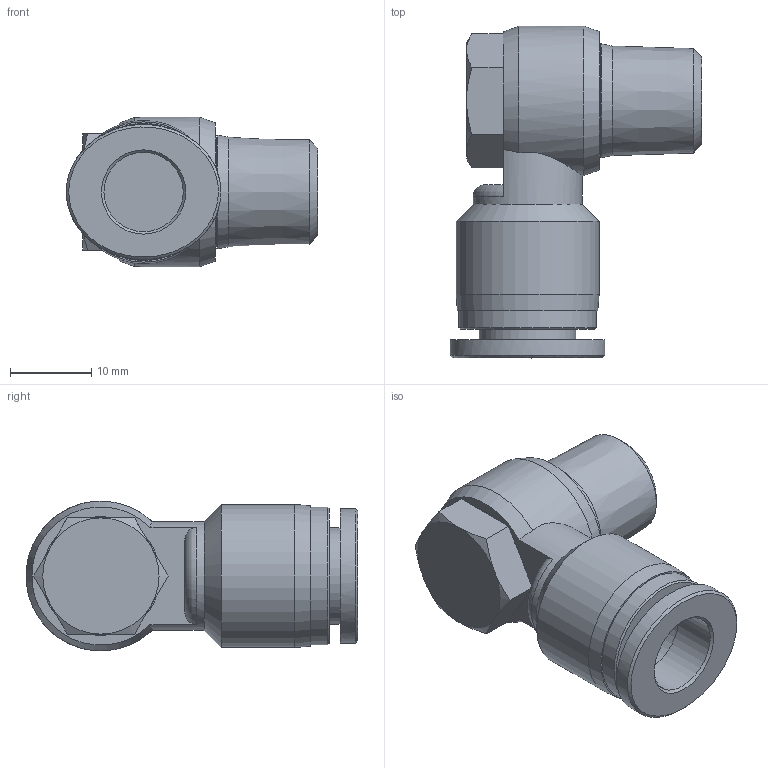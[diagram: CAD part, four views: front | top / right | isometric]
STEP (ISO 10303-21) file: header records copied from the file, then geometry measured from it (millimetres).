
FILE_DESCRIPTION((''),'2;1');
FILE_NAME('PH 3_8-N02U.stp','2016-10-12T10:08:31',('Administrator'),(''),'Autodesk Inventor 2013','Autodesk Inventor 2013','');
FILE_SCHEMA(('CONFIG_CONTROL_DESIGN'));
Length unit declared in the file: millimetre
Products named in the file (4): PH 3_8-N02U; NH BODY NPT1_4; NSE 3_8-02 BODY; SLEEVE N3_8L
Assembly tree (3 placements, depth 2):
  PH 3_8-N02U
    NH BODY NPT1_4
    NSE 3_8-02 BODY
    SLEEVE N3_8L
Bounding box: 30.9 x 40.8 x 18.4 mm (x, y, z)
Volume: 10363.2 mm3; surface area: 5307.4 mm2
Topology: 3 solids, 3 shells, 61 faces, 119 edges, 70 vertices
Faces by surface type: plane 32, cone 15, cylinder 11, bspline 2, torus 1
Full cylindrical faces by diameter (mm): 9.75 x2, 11.9 x1, 12.7 x1, 13.4 x1, 13.5 x1, 14 x1, 14.6 x1, 16.9 x1, 17.6 x1, 18.4 x1
Entity records: 1661 total; most frequent: CARTESIAN_POINT 422, DIRECTION 258, ORIENTED_EDGE 192, AXIS2_PLACEMENT_3D 115, EDGE_CURVE 96, EDGE_LOOP 89, VERTEX_POINT 67, FACE_OUTER_BOUND 61
